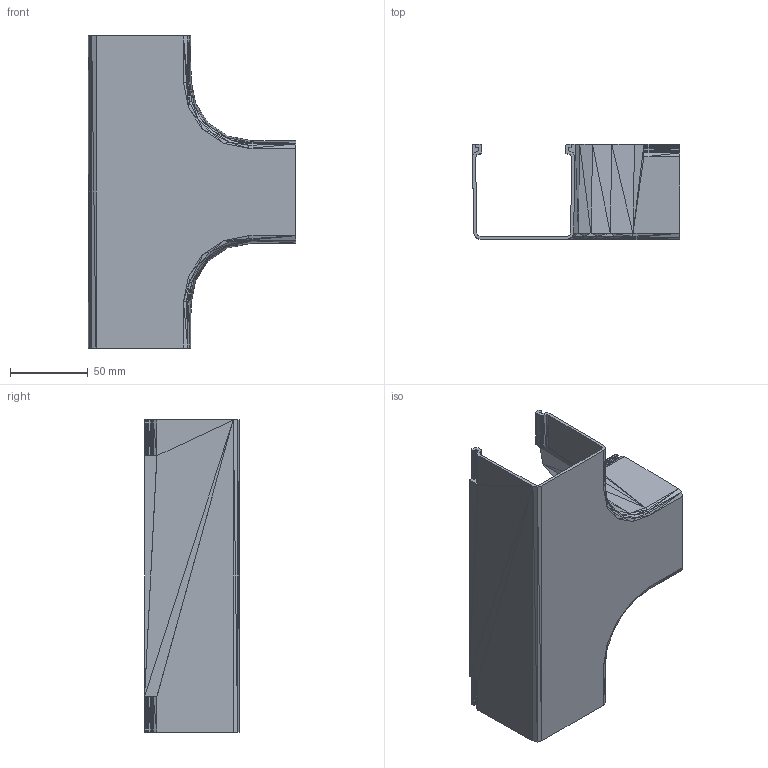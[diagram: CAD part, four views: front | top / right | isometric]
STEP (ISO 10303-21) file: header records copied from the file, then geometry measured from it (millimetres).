
FILE_DESCRIPTION(('FreeCAD Model'),'2;1');
FILE_NAME('Open CASCADE Shape Model','2022-12-06T13:45:46',('Author'),( ''),'Open CASCADE STEP processor 7.6','FreeCAD','Unknown');
FILE_SCHEMA(('AUTOMOTIVE_DESIGN { 1 0 10303 214 1 1 1 1 }'));
Length unit declared in the file: millimetre
Products named in the file (1): DS_060_31120_T_________________________________________________________
______________________________60mm_horizontal_tee001001 (Solid)
Bounding box: 133.65 x 61.09 x 201 mm (x, y, z)
Volume: 88389.5 mm3; surface area: 90410.3 mm2
Topology: 1 solids, 1 shells, 475 faces, 936 edges, 463 vertices
Faces by surface type: plane 475
Entity records: 23476 total; most frequent: DIRECTION 3760, CARTESIAN_POINT 3747, LINE 2808, VECTOR 2808, ORIENTED_EDGE 1872, PCURVE 1872, DEFINITIONAL_REPRESENTATION 1872, EDGE_CURVE 936
